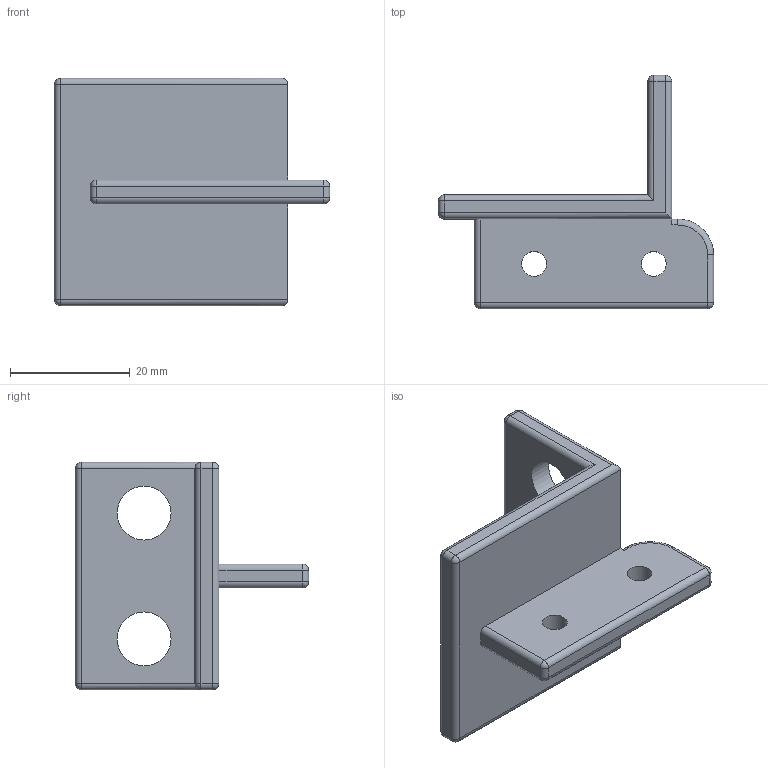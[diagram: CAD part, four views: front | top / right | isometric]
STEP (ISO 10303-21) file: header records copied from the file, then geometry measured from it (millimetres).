
FILE_DESCRIPTION(/* description */ (''),/* implementation_level */ '2;1');
FILE_NAME(/* name */ 'fourchette bequille avant tlr.stp',/* time_stamp */ '2021-04-05T18:18:24+02:00',/* author */ ('the-v'),/* organization */ (''),/* preprocessor_version */ 'ST-DEVELOPER v18',/* originating_system */ 'Autodesk Inventor 2020',/* authorisation */ '');
FILE_SCHEMA (('AUTOMOTIVE_DESIGN { 1 0 10303 214 3 1 1 }'));
Length unit declared in the file: millimetre
Products named in the file (1): fourchette bequille avant tlr
Bounding box: 46 x 39 x 38 mm (x, y, z)
Volume: 10602.6 mm3; surface area: 6390.4 mm2
Topology: 1 solids, 1 shells, 59 faces, 131 edges, 74 vertices
Faces by surface type: cylinder 31, plane 14, sphere 12, torus 2
Full cylindrical faces by diameter (mm): 4.134 x2, 9 x2
Entity records: 1666 total; most frequent: DIRECTION 315, CARTESIAN_POINT 265, ORIENTED_EDGE 262, EDGE_CURVE 131, AXIS2_PLACEMENT_3D 124, VERTEX_POINT 74, EDGE_LOOP 67, LINE 67
